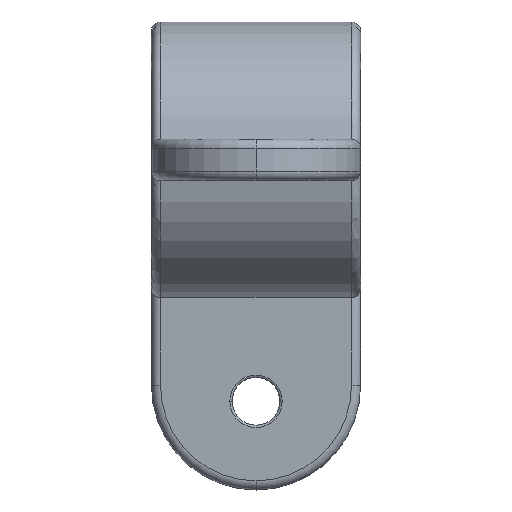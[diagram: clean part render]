
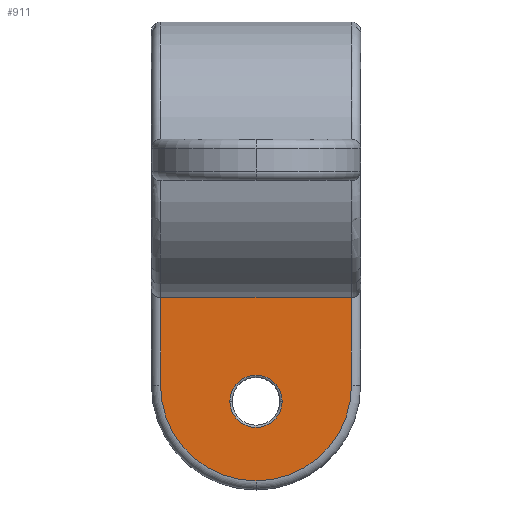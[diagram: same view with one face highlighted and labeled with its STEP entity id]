
A CAD part, top view. The second image highlights one B-rep face of the part: STEP entity #911.
In plain terms, the highlighted planar face has unit normal (0, 0, 1).
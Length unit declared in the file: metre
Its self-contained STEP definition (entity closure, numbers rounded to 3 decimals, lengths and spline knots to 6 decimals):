
#82 = VERTEX_POINT ( 'NONE', #1027 ) ;
#148 = ORIENTED_EDGE ( 'NONE', *, *, #473, .T. ) ;
#153 = CARTESIAN_POINT ( 'NONE',  ( -0.021, -0.0495, 0.0045 ) ) ;
#268 = VERTEX_POINT ( 'NONE', #153 ) ;
#322 = VECTOR ( 'NONE', #3823, 1. ) ;
#420 = CARTESIAN_POINT ( 'NONE',  ( -0.021, -0.030166, 0.0045 ) ) ;
#473 = EDGE_CURVE ( 'NONE', #2885, #82, #527, .T. ) ;
#527 = CIRCLE ( 'NONE', #1382, 0.021 ) ;
#559 = ORIENTED_EDGE ( 'NONE', *, *, #3521, .T. ) ;
#601 = FACE_OUTER_BOUND ( 'NONE', #1860, .T. ) ;
#626 = DIRECTION ( 'NONE',  ( 0., 0., 1. ) ) ;
#817 = LINE ( 'NONE', #3585, #3147 ) ;
#864 = AXIS2_PLACEMENT_3D ( 'NONE', #970, #1301, #3420 ) ;
#866 = CARTESIAN_POINT ( 'NONE',  ( 0., -0.0495, 0.0045 ) ) ;
#911 = ADVANCED_FACE ( 'NONE', ( #2186, #601 ), #1859, .F. ) ;
#970 = CARTESIAN_POINT ( 'NONE',  ( 0.023, -0.030166, 0.0045 ) ) ;
#1027 = CARTESIAN_POINT ( 'NONE',  ( 0.021, -0.0495, 0.0045 ) ) ;
#1092 = DIRECTION ( 'NONE',  ( 0., 0., -1. ) ) ;
#1113 = LINE ( 'NONE', #2367, #2348 ) ;
#1260 = ORIENTED_EDGE ( 'NONE', *, *, #3098, .T. ) ;
#1278 = EDGE_CURVE ( 'NONE', #268, #2885, #1785, .T. ) ;
#1290 = EDGE_CURVE ( 'NONE', #1511, #268, #2549, .T. ) ;
#1301 = DIRECTION ( 'NONE',  ( 0., 0., -1. ) ) ;
#1314 = DIRECTION ( 'NONE',  ( -1., 0., 0. ) ) ;
#1363 = CARTESIAN_POINT ( 'NONE',  ( 0., -0.053, 0.0045 ) ) ;
#1382 = AXIS2_PLACEMENT_3D ( 'NONE', #866, #3681, #2118 ) ;
#1421 = AXIS2_PLACEMENT_3D ( 'NONE', #3094, #1858, #1485 ) ;
#1452 = ORIENTED_EDGE ( 'NONE', *, *, #3915, .T. ) ;
#1485 = DIRECTION ( 'NONE',  ( -1., 0., 0. ) ) ;
#1511 = VERTEX_POINT ( 'NONE', #420 ) ;
#1618 = ORIENTED_EDGE ( 'NONE', *, *, #1278, .T. ) ;
#1763 = AXIS2_PLACEMENT_3D ( 'NONE', #1363, #1092, #2602 ) ;
#1785 = CIRCLE ( 'NONE', #3687, 0.021 ) ;
#1821 = EDGE_CURVE ( 'NONE', #3988, #1903, #3112, .T. ) ;
#1858 = DIRECTION ( 'NONE',  ( 0., 0., -1. ) ) ;
#1859 = PLANE ( 'NONE',  #864 ) ;
#1860 = EDGE_LOOP ( 'NONE', ( #1260, #4014, #1618, #148, #1452 ) ) ;
#1903 = VERTEX_POINT ( 'NONE', #3137 ) ;
#2007 = ORIENTED_EDGE ( 'NONE', *, *, #1821, .T. ) ;
#2062 = DIRECTION ( 'NONE',  ( -1., 0., 0. ) ) ;
#2118 = DIRECTION ( 'NONE',  ( -1., 0., 0. ) ) ;
#2186 = FACE_BOUND ( 'NONE', #2635, .T. ) ;
#2302 = CARTESIAN_POINT ( 'NONE',  ( 0., -0.0705, 0.0045 ) ) ;
#2348 = VECTOR ( 'NONE', #2062, 1. ) ;
#2367 = CARTESIAN_POINT ( 'NONE',  ( 0.023, -0.030166, 0.0045 ) ) ;
#2549 = LINE ( 'NONE', #3145, #322 ) ;
#2595 = VERTEX_POINT ( 'NONE', #2718 ) ;
#2602 = DIRECTION ( 'NONE',  ( -1., 0., 0. ) ) ;
#2603 = CARTESIAN_POINT ( 'NONE',  ( -0.00575, -0.053, 0.0045 ) ) ;
#2635 = EDGE_LOOP ( 'NONE', ( #2007, #559 ) ) ;
#2666 = DIRECTION ( 'NONE',  ( 0., 1., 0. ) ) ;
#2718 = CARTESIAN_POINT ( 'NONE',  ( 0.021, -0.030166, 0.0045 ) ) ;
#2833 = CARTESIAN_POINT ( 'NONE',  ( 0., -0.0495, 0.0045 ) ) ;
#2885 = VERTEX_POINT ( 'NONE', #2302 ) ;
#3094 = CARTESIAN_POINT ( 'NONE',  ( 0., -0.053, 0.0045 ) ) ;
#3098 = EDGE_CURVE ( 'NONE', #2595, #1511, #1113, .T. ) ;
#3112 = CIRCLE ( 'NONE', #1763, 0.00575 ) ;
#3137 = CARTESIAN_POINT ( 'NONE',  ( 0.00575, -0.053, 0.0045 ) ) ;
#3145 = CARTESIAN_POINT ( 'NONE',  ( -0.021, -0.030166, 0.0045 ) ) ;
#3147 = VECTOR ( 'NONE', #2666, 1. ) ;
#3389 = CIRCLE ( 'NONE', #1421, 0.00575 ) ;
#3420 = DIRECTION ( 'NONE',  ( 0., -1., 0. ) ) ;
#3521 = EDGE_CURVE ( 'NONE', #1903, #3988, #3389, .T. ) ;
#3585 = CARTESIAN_POINT ( 'NONE',  ( 0.021, -0.030166, 0.0045 ) ) ;
#3681 = DIRECTION ( 'NONE',  ( 0., 0., 1. ) ) ;
#3687 = AXIS2_PLACEMENT_3D ( 'NONE', #2833, #626, #1314 ) ;
#3823 = DIRECTION ( 'NONE',  ( 0., -1., 0. ) ) ;
#3915 = EDGE_CURVE ( 'NONE', #82, #2595, #817, .T. ) ;
#3988 = VERTEX_POINT ( 'NONE', #2603 ) ;
#4014 = ORIENTED_EDGE ( 'NONE', *, *, #1290, .T. ) ;
